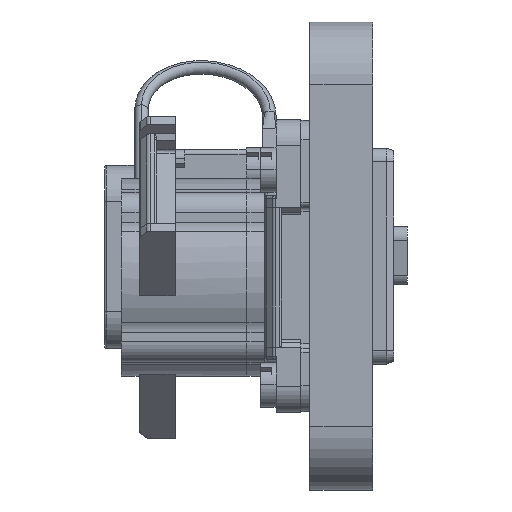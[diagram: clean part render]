
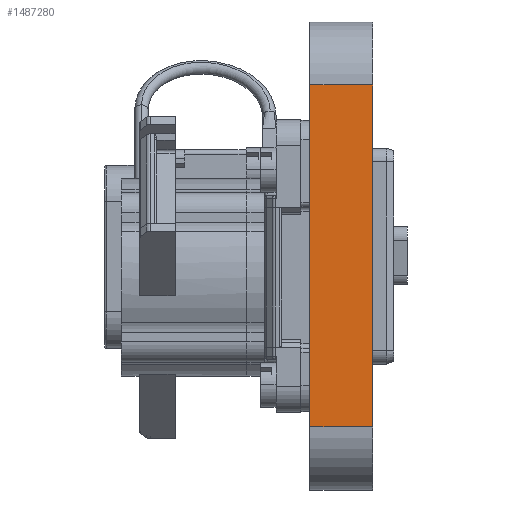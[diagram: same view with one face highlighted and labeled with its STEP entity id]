
A CAD part, left-side view. The second image highlights one B-rep face of the part: STEP entity #1487280.
In plain terms, the highlighted face is planar.
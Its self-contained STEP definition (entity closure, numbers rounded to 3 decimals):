
#1478930=CARTESIAN_POINT('',(111.75,-16.55,15.22));
#1478940=VERTEX_POINT('',#1478930);
#1479460=CARTESIAN_POINT('',(111.75,21.45,15.22));
#1479470=VERTEX_POINT('',#1479460);
#1479500=CARTESIAN_POINT('',(111.75,14.596,15.22));
#1479510=DIRECTION('',(0.,1.,0.));
#1479520=VECTOR('',#1479510,1.);
#1479530=LINE('',#1479500,#1479520);
#1479540=EDGE_CURVE('',#1478940,#1479470,#1479530,.T.);
#1482910=CARTESIAN_POINT('',(111.75,14.596,8.22));
#1482920=DIRECTION('',(0.,1.,0.));
#1482930=VECTOR('',#1482920,1.);
#1482940=LINE('',#1482910,#1482930);
#1482950=CARTESIAN_POINT('',(111.75,-16.55,8.22));
#1482960=VERTEX_POINT('',#1482950);
#1482970=CARTESIAN_POINT('',(111.75,21.45,8.22));
#1482980=VERTEX_POINT('',#1482970);
#1482990=EDGE_CURVE('',#1482960,#1482980,#1482940,.T.);
#1487070=CARTESIAN_POINT('',(111.75,-16.55,15.22));
#1487080=DIRECTION('',(1.,0.,-0.));
#1487090=DIRECTION('',(0.,1.,0.));
#1487100=AXIS2_PLACEMENT_3D('',#1487070,#1487080,#1487090);
#1487110=PLANE('',#1487100);
#1487120=CARTESIAN_POINT('',(111.75,21.45,15.22));
#1487130=DIRECTION('',(0.,0.,-1.));
#1487140=VECTOR('',#1487130,1.);
#1487150=LINE('',#1487120,#1487140);
#1487160=EDGE_CURVE('',#1479470,#1482980,#1487150,.T.);
#1487170=ORIENTED_EDGE('',*,*,#1487160,.F.);
#1487180=ORIENTED_EDGE('',*,*,#1482990,.T.);
#1487190=CARTESIAN_POINT('',(111.75,-16.55,15.22));
#1487200=DIRECTION('',(0.,0.,-1.));
#1487210=VECTOR('',#1487200,1.);
#1487220=LINE('',#1487190,#1487210);
#1487230=EDGE_CURVE('',#1478940,#1482960,#1487220,.T.);
#1487240=ORIENTED_EDGE('',*,*,#1487230,.T.);
#1487250=ORIENTED_EDGE('',*,*,#1479540,.F.);
#1487260=EDGE_LOOP('',(#1487250,#1487240,#1487180,#1487170));
#1487270=FACE_OUTER_BOUND('',#1487260,.T.);
#1487280=ADVANCED_FACE('',(#1487270),#1487110,.T.);
